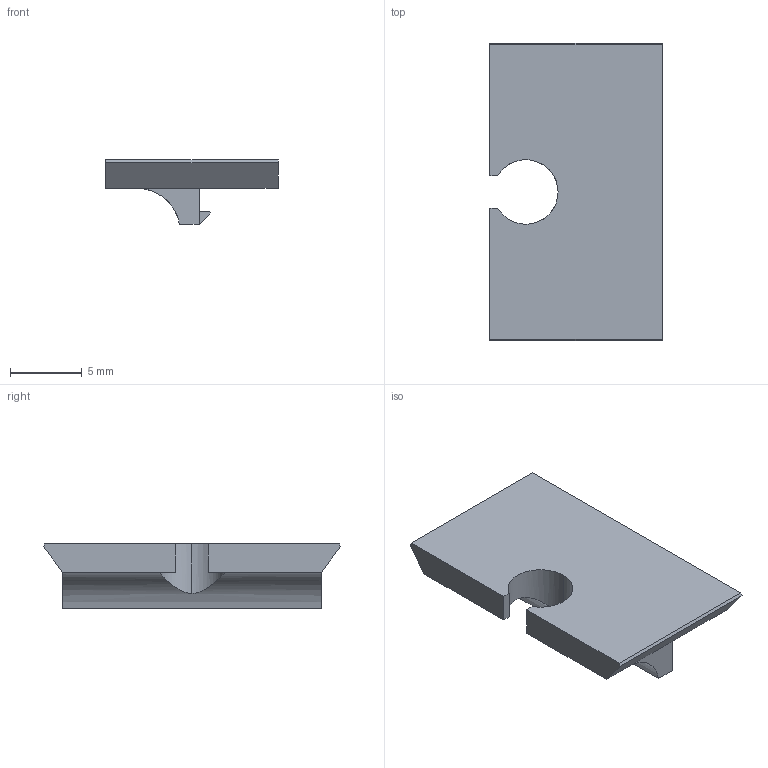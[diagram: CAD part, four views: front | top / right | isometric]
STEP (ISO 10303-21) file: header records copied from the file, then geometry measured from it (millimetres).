
FILE_DESCRIPTION(('HOOPS Exchange Step'),'2;1');
FILE_NAME('temp_export','2023-06-13T19:31:58-04:00',('gmoua'),('Shapr3D Limited'),'HOOPS Exchange 2022.2','Shapr3D','Authorized');
FILE_SCHEMA( ('AUTOMOTIVE_DESIGN { 1 0 10303 214 1 1 1 1 }') );
Length unit declared in the file: millimetre
Products named in the file (1): Hood Cap Latch R
Bounding box: 12 x 20.7 x 4.5 mm (x, y, z)
Volume: 530 mm3; surface area: 682.8 mm2
Topology: 1 solids, 1 shells, 25 faces, 63 edges, 40 vertices
Faces by surface type: plane 22, cylinder 3
Entity records: 869 total; most frequent: CARTESIAN_POINT 243, ORIENTED_EDGE 126, DIRECTION 119, EDGE_CURVE 63, VECTOR 55, LINE 55, VERTEX_POINT 40, AXIS2_PLACEMENT_3D 32
